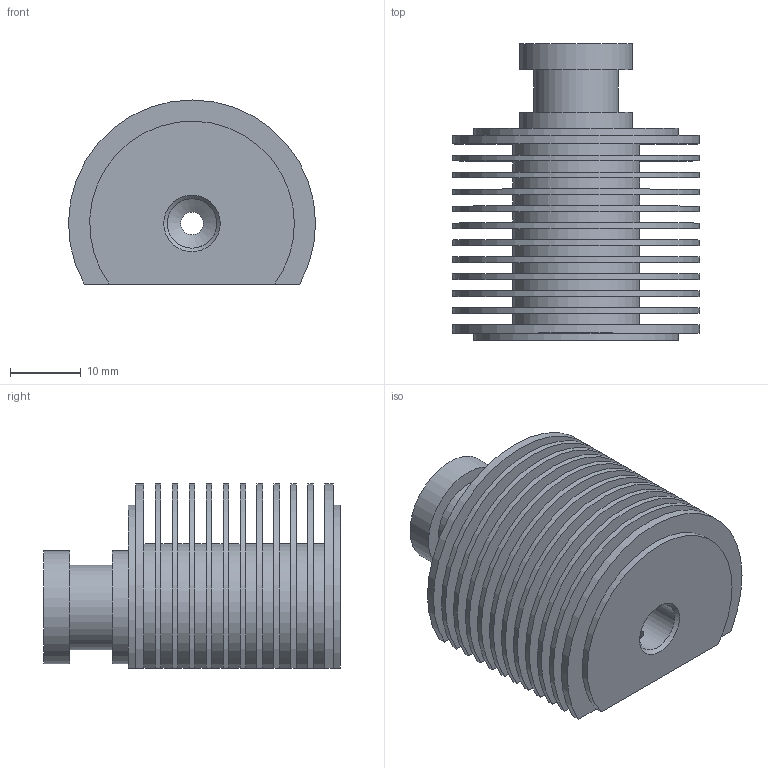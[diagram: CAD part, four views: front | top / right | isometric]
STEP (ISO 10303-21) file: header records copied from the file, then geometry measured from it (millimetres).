
FILE_DESCRIPTION(('FreeCAD Model'),'2;1');
FILE_NAME('Heat_sink.step' ,'2017-01-19T14:28:20',('Author'),(''), 'Open CASCADE STEP processor 6.9','FreeCAD','Unknown');
FILE_SCHEMA(('AUTOMOTIVE_DESIGN_CC2 { 1 2 10303 214 -1 1 5 4 }'));
Length unit declared in the file: millimetre
Products named in the file (2): ASSEMBLY; Chamfer001
Assembly tree (1 placements, depth 2):
  ASSEMBLY
    Chamfer001
Bounding box: 35 x 42 x 26.08 mm (x, y, z)
Volume: 14563.4 mm3; surface area: 16485.2 mm2
Topology: 1 solids, 1 shells, 106 faces, 299 edges, 198 vertices
Faces by surface type: cylinder 65, plane 38, cone 3
Full cylindrical faces by diameter (mm): 2.5 x2, 3.2 x1, 7 x1, 12 x1, 16 x2
Entity records: 7926 total; most frequent: CARTESIAN_POINT 2178, DIRECTION 1012, ORIENTED_EDGE 598, PCURVE 598, DEFINITIONAL_REPRESENTATION 598, LINE 416, VECTOR 416, EDGE_CURVE 299
